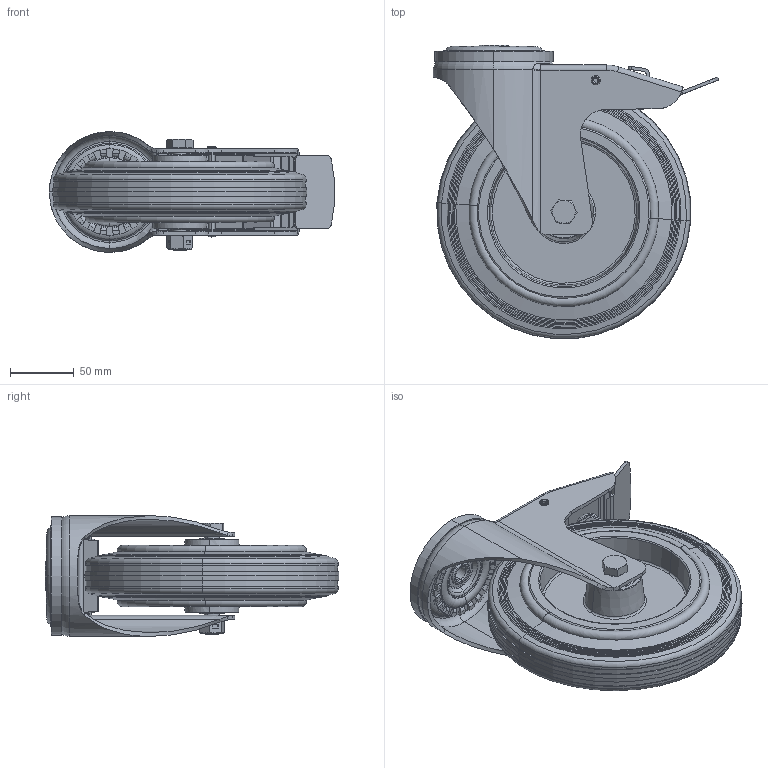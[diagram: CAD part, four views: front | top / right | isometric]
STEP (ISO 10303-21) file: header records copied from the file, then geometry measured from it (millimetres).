
FILE_DESCRIPTION (( 'STEP AP214' ), '1' );
FILE_NAME ('0056201.step', '2023-11-22T12:18:45', ( '' ), ( '' ), 'SwSTEP 2.0', 'SolidWorks 2020', '' );
FILE_SCHEMA (( 'AUTOMOTIVE_DESIGN' ));
Length unit declared in the file: millimetre
Products named in the file (1): 0056201
Bounding box: 224.14 x 230.74 x 95 mm (x, y, z)
Volume: 1097774.3 mm3; surface area: 309714 mm2
Topology: 20 solids, 21 shells, 1221 faces, 2995 edges, 1825 vertices
Faces by surface type: plane 460, cylinder 304, torus 241, cone 137, bspline 41, sphere 38
Entity records: 55369 total; most frequent: CARTESIAN_POINT 12831, DIRECTION 6384, ORIENTED_EDGE 5894, EDGE_CURVE 2947, AXIS2_PLACEMENT_3D 2559, VERTEX_POINT 1801, CIRCLE 1378, EDGE_LOOP 1298
